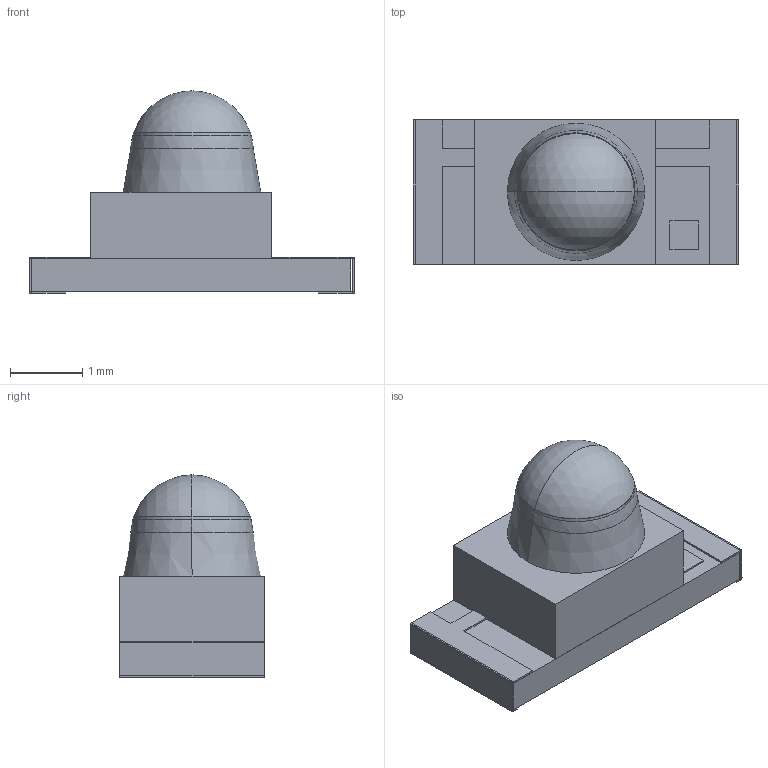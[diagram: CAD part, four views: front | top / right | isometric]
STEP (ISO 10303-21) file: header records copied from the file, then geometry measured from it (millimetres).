
FILE_DESCRIPTION (( 'STEP AP214' ), '1' );
FILE_NAME ('APD2520XXX-03.STEP', '2015-12-16T17:23:55', ( 'admin' ), ( '' ), 'SwSTEP 2.0', 'SolidWorks 2012', '' );
FILE_SCHEMA (( 'AUTOMOTIVE_DESIGN' ));
Length unit declared in the file: millimetre
Products named in the file (1): APD2520XXX-03
Bounding box: 4.5 x 2 x 2.8 mm (x, y, z)
Volume: 11.5 mm3; surface area: 65.3 mm2
Topology: 10 solids, 10 shells, 80 faces, 174 edges, 115 vertices
Faces by surface type: plane 72, cone 4, sphere 4
Entity records: 2263 total; most frequent: CARTESIAN_POINT 370, DIRECTION 350, ORIENTED_EDGE 348, EDGE_CURVE 174, VECTOR 160, LINE 160, VERTEX_POINT 115, AXIS2_PLACEMENT_3D 95
